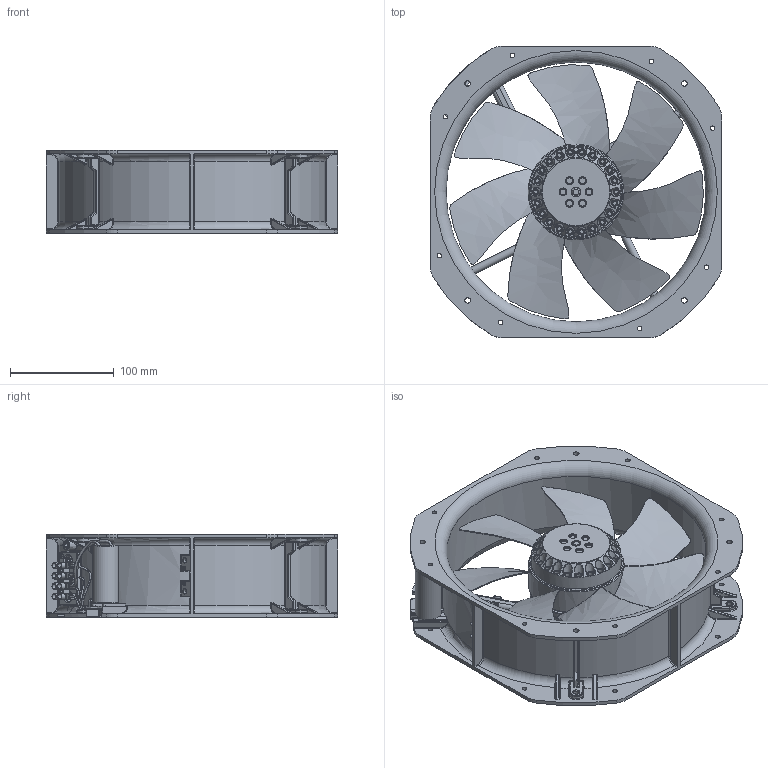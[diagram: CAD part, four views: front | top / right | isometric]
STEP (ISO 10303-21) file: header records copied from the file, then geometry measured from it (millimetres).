
FILE_DESCRIPTION(('STEP AP214'), '1');
FILE_NAME('TG28080HA2BL-C', '', ('UNSPECIFIED'), ('UNSPECIFIED'), 'C3D Converter', 'C3D Toolkit', '');
FILE_SCHEMA(('AUTOMOTIVE_DESIGN { 1 0 10303 214 3 1 1}'));
Length unit declared in the file: millimetre
Assembly tree (7 placements, depth 2):
  (unnamed)
    (unnamed)  x4
    (unnamed)
    (unnamed)
    (unnamed)
Bounding box: 280 x 280 x 80.42 mm (x, y, z)
Volume: 857260.1 mm3; surface area: 413203.3 mm2
Topology: 28 solids, 28 shells, 2259 faces, 5712 edges, 3464 vertices
Faces by surface type: plane 758, cylinder 643, bspline 396, torus 261, cone 106, sphere 67, extrusion 28
Full cylindrical faces by diameter (mm): 2.8 x1, 3 x1, 3.3 x3, 3.5 x4, 4 x4, 4.4 x24, 4.5 x4, 4.7 x1, 4.707 x2, 4.917 x1, 5 x1, 5.3 x1, 5.4 x8, 5.5 x1, 6 x1, 6.6 x6, 7.2 x1, 7.5 x1, 8 x4, 9 x4, 12 x1, 15 x1, 23 x2, 25 x1, 71.5 x1, 78 x1, 82 x1, 83.2 x1, 84 x1, 89.2 x1
Entity records: 147251 total; most frequent: CARTESIAN_POINT 81878, ORIENTED_EDGE 10096, DIRECTION 9011, EDGE_CURVE 5048, AXIS2_PLACEMENT_3D 3555, VERTEX_POINT 3273, EDGE_LOOP 2603, FACE_BOUND 2426
